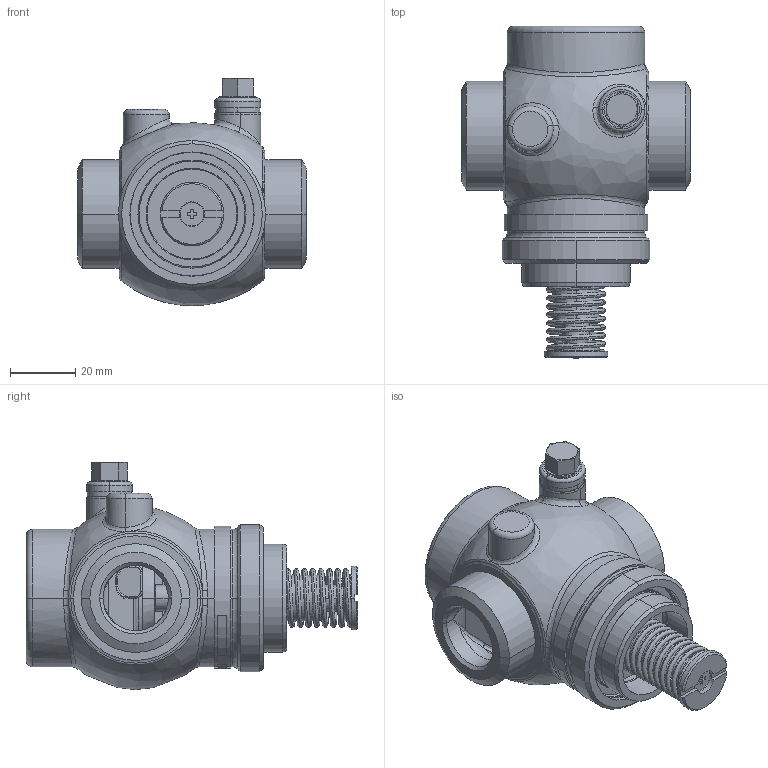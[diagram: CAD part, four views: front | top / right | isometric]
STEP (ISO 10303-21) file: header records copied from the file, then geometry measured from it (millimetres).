
FILE_DESCRIPTION((''),'2;1');
FILE_NAME('065B0775','2015-02-26T',('u317927'),('Danfoss'),'PRO/ENGINEER BY PARAMETRIC TECHNOLOGY CORPORATION, 2014000','PRO/ENGINEER BY PARAMETRIC TECHNOLOGY CORPORATION, 2014000','');
FILE_SCHEMA(('CONFIG_CONTROL_DESIGN'));
Length unit declared in the file: millimetre
Products named in the file (1): 065B0775
Bounding box: 70 x 101.45 x 69.5 mm (x, y, z)
Volume: 89152.9 mm3; surface area: 47799.1 mm2
Topology: 3 solids, 3 shells, 615 faces, 1412 edges, 834 vertices
Faces by surface type: cylinder 158, plane 149, bspline 142, cone 90, torus 74, sphere 2
Entity records: 32045 total; most frequent: CARTESIAN_POINT 18899, ORIENTED_EDGE 2812, DIRECTION 2660, EDGE_CURVE 1406, AXIS2_PLACEMENT_3D 1112, VERTEX_POINT 833, EDGE_LOOP 669, CIRCLE 639
